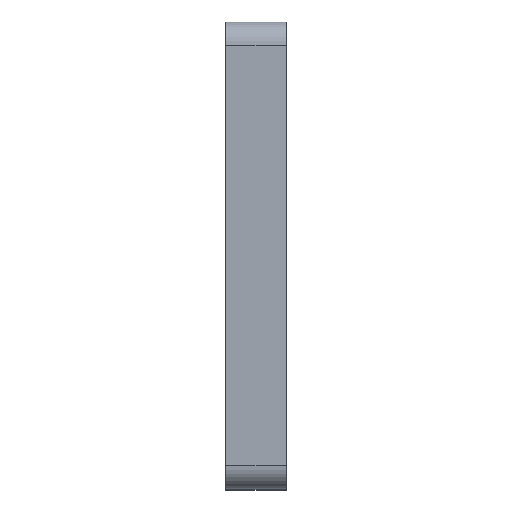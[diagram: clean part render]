
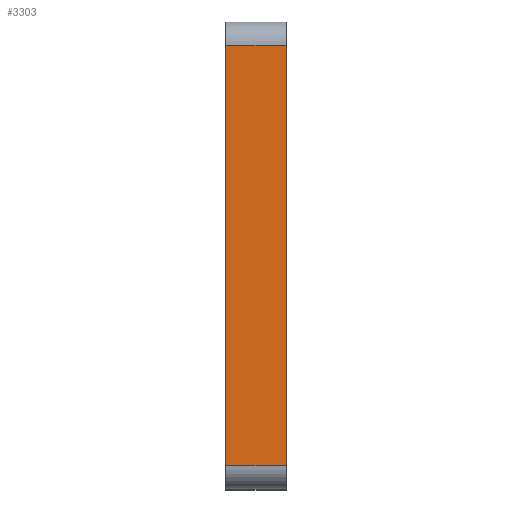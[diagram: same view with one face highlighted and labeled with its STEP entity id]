
A CAD part, top view. The second image highlights one B-rep face of the part: STEP entity #3303.
In plain terms, the highlighted planar face has unit normal (0, 0, 1).
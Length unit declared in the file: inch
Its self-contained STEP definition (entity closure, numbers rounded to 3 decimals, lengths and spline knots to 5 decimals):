
#52=PLANE('',#3520);
#205=FACE_OUTER_BOUND('',#395,.T.);
#395=EDGE_LOOP('',(#2557,#2558,#2559,#2560));
#866=LINE('',#7981,#1095);
#867=LINE('',#7984,#1096);
#903=LINE('',#8336,#1132);
#904=LINE('',#8337,#1133);
#1095=VECTOR('',#3968,0.3937);
#1096=VECTOR('',#3971,0.3937);
#1132=VECTOR('',#4017,0.3937);
#1133=VECTOR('',#4018,0.3937);
#1459=VERTEX_POINT('',#7974);
#1462=VERTEX_POINT('',#7979);
#1463=VERTEX_POINT('',#7983);
#1502=VERTEX_POINT('',#8335);
#1892=EDGE_CURVE('',#1462,#1459,#866,.T.);
#1893=EDGE_CURVE('',#1459,#1463,#867,.T.);
#1941=EDGE_CURVE('',#1462,#1502,#903,.T.);
#1942=EDGE_CURVE('',#1463,#1502,#904,.T.);
#2557=ORIENTED_EDGE('',*,*,#1892,.F.);
#2558=ORIENTED_EDGE('',*,*,#1941,.T.);
#2559=ORIENTED_EDGE('',*,*,#1942,.F.);
#2560=ORIENTED_EDGE('',*,*,#1893,.F.);
#3303=ADVANCED_FACE('',(#205),#52,.T.);
#3520=AXIS2_PLACEMENT_3D('',#8334,#4015,#4016);
#3968=DIRECTION('',(1.,0.,0.));
#3971=DIRECTION('',(0.,-1.,0.));
#4015=DIRECTION('center_axis',(0.,0.,1.));
#4016=DIRECTION('ref_axis',(0.,-1.,0.));
#4017=DIRECTION('',(0.,-1.,0.));
#4018=DIRECTION('',(-1.,0.,0.));
#7974=CARTESIAN_POINT('',(0.325,1.125,24.));
#7979=CARTESIAN_POINT('',(0.,1.125,24.));
#7981=CARTESIAN_POINT('',(0.,1.125,24.));
#7983=CARTESIAN_POINT('',(0.325,-1.125,24.));
#7984=CARTESIAN_POINT('',(0.325,1.25,24.));
#8334=CARTESIAN_POINT('Origin',(0.,1.25,24.));
#8335=CARTESIAN_POINT('',(0.,-1.125,24.));
#8336=CARTESIAN_POINT('',(0.,1.25,24.));
#8337=CARTESIAN_POINT('',(0.,-1.125,24.));
